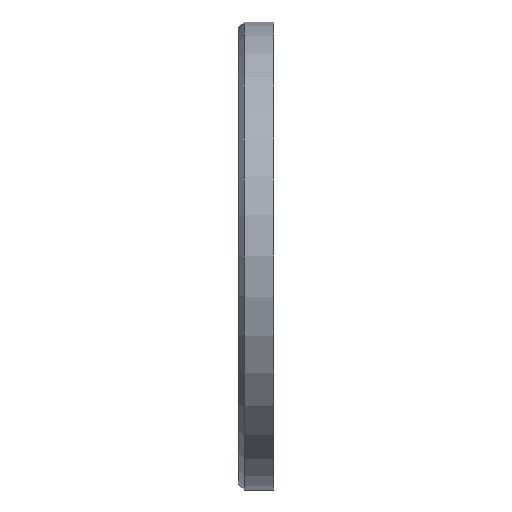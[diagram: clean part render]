
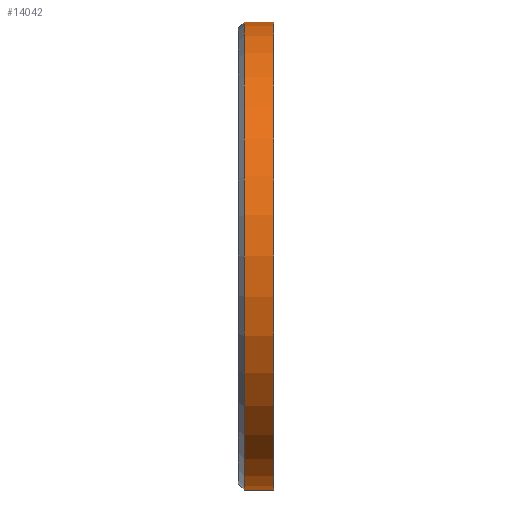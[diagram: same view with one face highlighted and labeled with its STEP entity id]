
A CAD part, left-side view. The second image highlights one B-rep face of the part: STEP entity #14042.
In plain terms, the highlighted cylindrical face has radius 40 mm (diameter 80 mm), a partial arc.
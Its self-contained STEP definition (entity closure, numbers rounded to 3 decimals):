
#916 = ORIENTED_EDGE ( 'NONE', *, *, #8426, .T. ) ;
#1013 = CARTESIAN_POINT ( 'NONE',  ( 0., 6., 40. ) ) ;
#1525 = CARTESIAN_POINT ( 'NONE',  ( 0., 5., 40. ) ) ;
#2779 = AXIS2_PLACEMENT_3D ( 'NONE', #10217, #4567, #10278 ) ;
#2884 = VECTOR ( 'NONE', #8334, 1000. ) ;
#3158 = VERTEX_POINT ( 'NONE', #13562 ) ;
#3249 = EDGE_CURVE ( 'NONE', #13781, #3158, #10247, .T. ) ;
#3786 = VECTOR ( 'NONE', #9701, 1000. ) ;
#3828 = DIRECTION ( 'NONE',  ( 0., 0., -1. ) ) ;
#3886 = AXIS2_PLACEMENT_3D ( 'NONE', #11064, #11120, #4102 ) ;
#4066 = VERTEX_POINT ( 'NONE', #7637 ) ;
#4102 = DIRECTION ( 'NONE',  ( 0., 0., 1. ) ) ;
#4567 = DIRECTION ( 'NONE',  ( 0., 1., 0. ) ) ;
#4858 = VERTEX_POINT ( 'NONE', #11951 ) ;
#5969 = ORIENTED_EDGE ( 'NONE', *, *, #17507, .T. ) ;
#6671 = CARTESIAN_POINT ( 'NONE',  ( 0., 6., -40. ) ) ;
#7637 = CARTESIAN_POINT ( 'NONE',  ( 0., 0., -40. ) ) ;
#8334 = DIRECTION ( 'NONE',  ( 0., -1., 0. ) ) ;
#8426 = EDGE_CURVE ( 'NONE', #4066, #3158, #16552, .T. ) ;
#9060 = ORIENTED_EDGE ( 'NONE', *, *, #3249, .F. ) ;
#9501 = DIRECTION ( 'NONE',  ( 0., -1., 0. ) ) ;
#9686 = CARTESIAN_POINT ( 'NONE',  ( 0., 6., 0. ) ) ;
#9701 = DIRECTION ( 'NONE',  ( 0., -1., 0. ) ) ;
#10217 = CARTESIAN_POINT ( 'NONE',  ( 0., 0., 0. ) ) ;
#10247 = LINE ( 'NONE', #1013, #2884 ) ;
#10278 = DIRECTION ( 'NONE',  ( 0., 0., 1. ) ) ;
#10475 = CIRCLE ( 'NONE', #3886, 40. ) ;
#11064 = CARTESIAN_POINT ( 'NONE',  ( 0., 5., 0. ) ) ;
#11120 = DIRECTION ( 'NONE',  ( 0., -1., 0. ) ) ;
#11517 = EDGE_LOOP ( 'NONE', ( #9060, #12882, #5969, #916 ) ) ;
#11652 = FACE_OUTER_BOUND ( 'NONE', #11517, .T. ) ;
#11951 = CARTESIAN_POINT ( 'NONE',  ( 0., 5., -40. ) ) ;
#12882 = ORIENTED_EDGE ( 'NONE', *, *, #17410, .T. ) ;
#13562 = CARTESIAN_POINT ( 'NONE',  ( 0., 0., 40. ) ) ;
#13781 = VERTEX_POINT ( 'NONE', #1525 ) ;
#13818 = LINE ( 'NONE', #6671, #3786 ) ;
#14042 = ADVANCED_FACE ( 'NONE', ( #11652 ), #15471, .T. ) ;
#15471 = CYLINDRICAL_SURFACE ( 'NONE', #16306, 40. ) ;
#16306 = AXIS2_PLACEMENT_3D ( 'NONE', #9686, #9501, #3828 ) ;
#16552 = CIRCLE ( 'NONE', #2779, 40. ) ;
#17410 = EDGE_CURVE ( 'NONE', #13781, #4858, #10475, .T. ) ;
#17507 = EDGE_CURVE ( 'NONE', #4858, #4066, #13818, .T. ) ;
